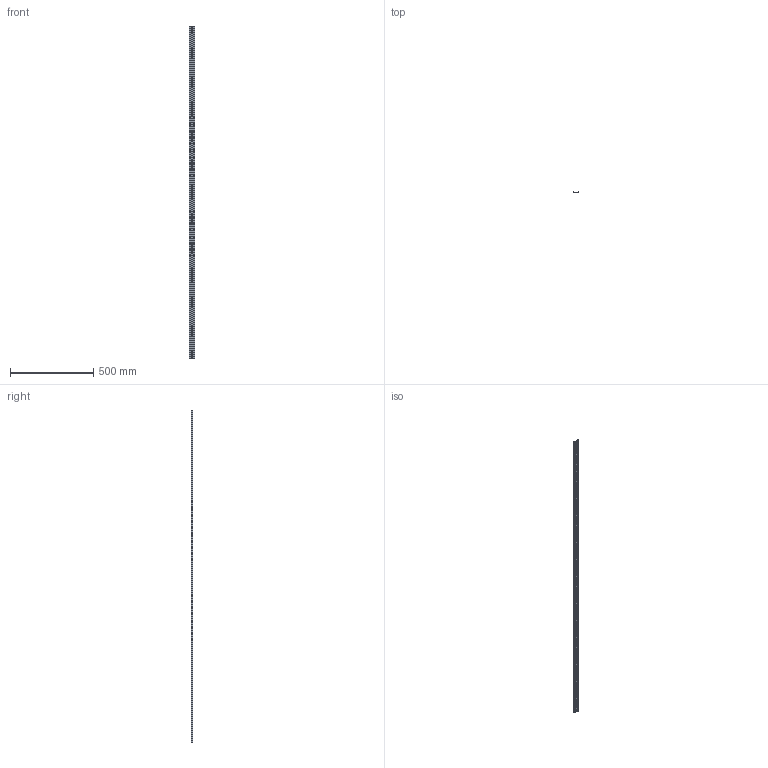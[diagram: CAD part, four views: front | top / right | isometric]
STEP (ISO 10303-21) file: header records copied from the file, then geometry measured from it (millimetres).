
FILE_DESCRIPTION(/* description */ ('STEP AP214'),/* implementation_level */ '2;1');
FILE_NAME(/* name */ '35430_NRH-35-2000',/* time_stamp */ '2024-09-13T09:25:29+02:00',/* author */ ('License CC BY-ND 4.0'),/* organization */ ('CADENAS'),/* preprocessor_version */ 'ST-DEVELOPER v19.3',/* originating_system */ 'PARTsolutions',/* authorisation */ ' ');
FILE_SCHEMA (('AUTOMOTIVE_DESIGN {1 0 10303 214 3 1 1}'));
Length unit declared in the file: millimetre
Products named in the file (1): 35430 NRH-35-2000---(2000)
Bounding box: 35 x 7.5 x 2000 mm (x, y, z)
Volume: 84954.3 mm3; surface area: 176948.2 mm2
Topology: 1 solids, 1 shells, 342 faces, 1020 edges, 680 vertices
Faces by surface type: plane 174, cylinder 168
Entity records: 11930 total; most frequent: CARTESIAN_POINT 2043, DIRECTION 2042, ORIENTED_EDGE 2040, EDGE_CURVE 1020, LINE 684, VECTOR 684, VERTEX_POINT 680, AXIS2_PLACEMENT_3D 679
